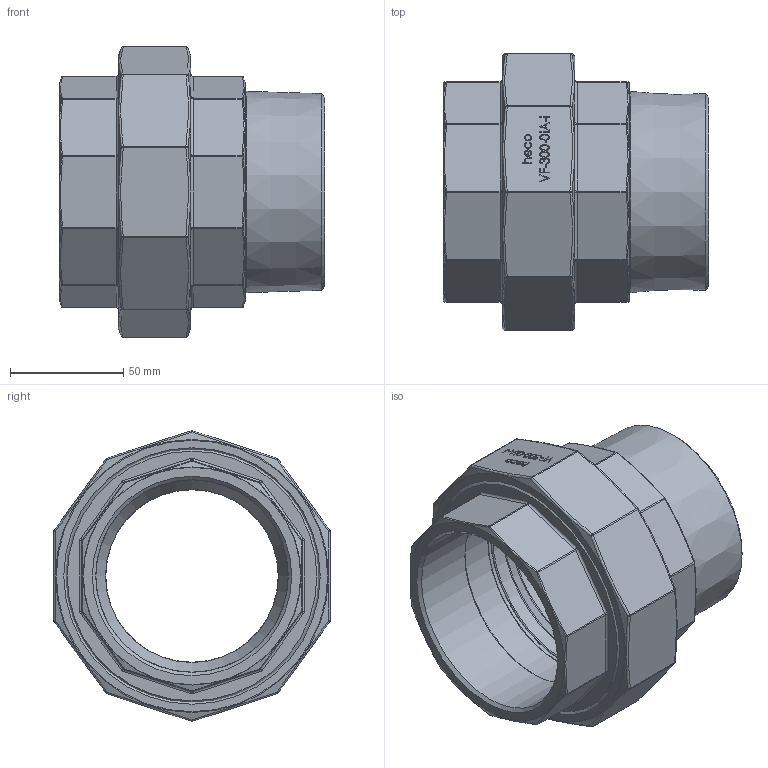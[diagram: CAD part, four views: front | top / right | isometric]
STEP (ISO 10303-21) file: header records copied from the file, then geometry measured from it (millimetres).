
FILE_DESCRIPTION (( 'STEP AP214' ), '1' );
FILE_NAME ('VF-300-0IA-I Verschraubung flach 2109.STEP', '2021-09-28T07:17:22', ( '' ), ( '' ), 'SwSTEP 2.0', 'SolidWorks 2019', '' );
FILE_SCHEMA (( 'AUTOMOTIVE_DESIGN' ));
Length unit declared in the file: millimetre
Products named in the file (1): VF-300-0IA-I Verschraubung flach 2109
Bounding box: 117 x 122 x 128.18 mm (x, y, z)
Volume: 355560.9 mm3; surface area: 116772.4 mm2
Topology: 4 solids, 4 shells, 410 faces, 974 edges, 591 vertices
Faces by surface type: plane 139, bspline 136, cylinder 62, torus 40, sphere 20, cone 13
Full cylindrical faces by diameter (mm): 76 x1, 84.92 x1, 85 x1, 88.5 x2, 90 x1, 104 x1, 105 x1, 109 x2, 110.07 x1, 113.03 x1
Entity records: 22049 total; most frequent: CARTESIAN_POINT 9201, ORIENTED_EDGE 1810, DIRECTION 1428, EDGE_CURVE 905, VERTEX_POINT 575, AXIS2_PLACEMENT_3D 530, EDGE_LOOP 490, FACE_OUTER_BOUND 442
